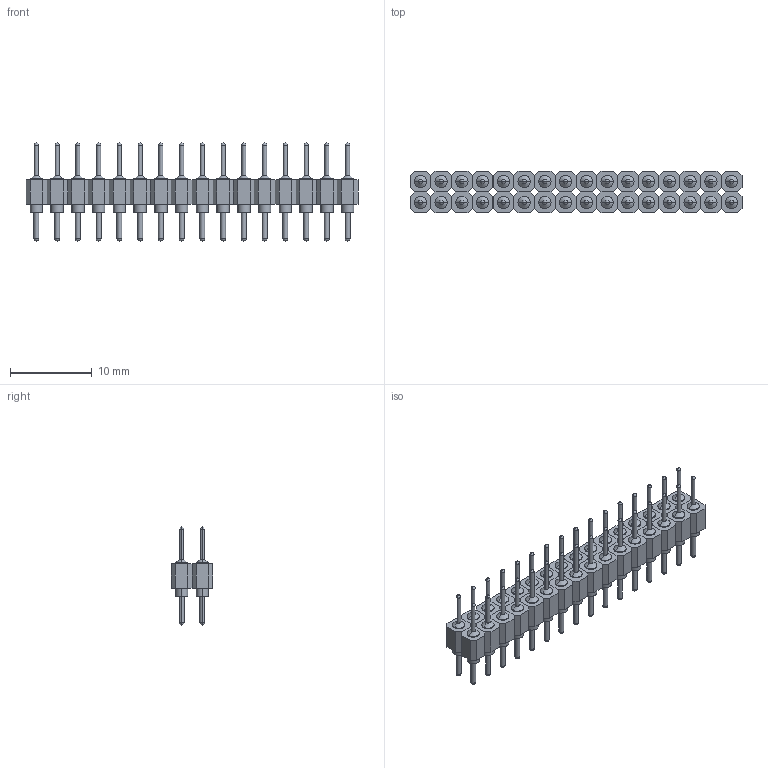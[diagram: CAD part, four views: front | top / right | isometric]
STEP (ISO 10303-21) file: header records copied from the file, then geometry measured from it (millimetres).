
FILE_DESCRIPTION (( 'STEP AP214' ), '1' );
FILE_NAME ('16x2 male.stp', '2023-01-16T00:11:30', ( '' ), ( '' ), 'SwSTEP 2.0', 'SolidWorks 2022', '' );
FILE_SCHEMA (( 'AUTOMOTIVE_DESIGN' ));
Length unit declared in the file: millimetre
Products named in the file (1): 16x2 male
Bounding box: 40.64 x 5.08 x 12 mm (x, y, z)
Volume: 696 mm3; surface area: 1813.7 mm2
Topology: 32 solids, 32 shells, 832 faces, 2048 edges, 1280 vertices
Faces by surface type: plane 384, cylinder 256, sphere 128, cone 64
Entity records: 31951 total; most frequent: DIRECTION 4162, CARTESIAN_POINT 3777, ORIENTED_EDGE 3584, EDGE_CURVE 1792, AXIS2_PLACEMENT_3D 1537, VERTEX_POINT 1152, LINE 1088, VECTOR 1088
